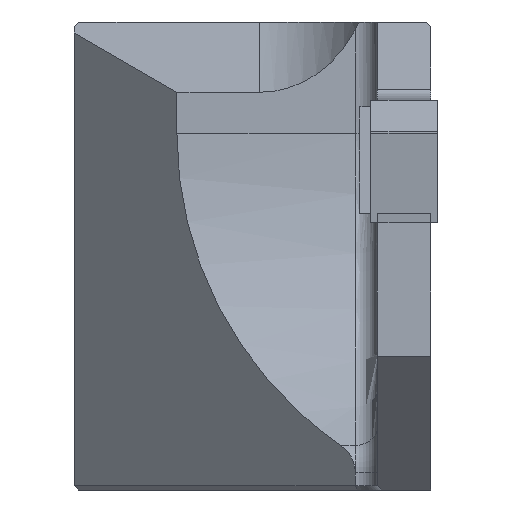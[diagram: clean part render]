
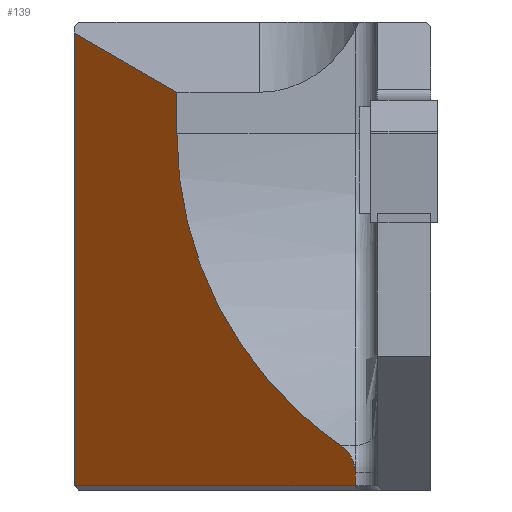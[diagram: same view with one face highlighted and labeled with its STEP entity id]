
A CAD part, left-side view. The second image highlights one B-rep face of the part: STEP entity #139.
In plain terms, the highlighted planar face has unit normal (-0.707, 0.707, 0).
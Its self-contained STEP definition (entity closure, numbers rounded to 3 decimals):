
#42=ELLIPSE('',#1085,24.042,17.);
#44=ELLIPSE('',#1115,2.121,1.5);
#139=ADVANCED_FACE('',(#241),#186,.T.);
#186=PLANE('',#1128);
#241=FACE_OUTER_BOUND('',#299,.T.);
#299=EDGE_LOOP('',(#530,#531,#532,#533,#534,#535,#536));
#530=ORIENTED_EDGE('',*,*,#726,.F.);
#531=ORIENTED_EDGE('',*,*,#817,.T.);
#532=ORIENTED_EDGE('',*,*,#815,.T.);
#533=ORIENTED_EDGE('',*,*,#805,.F.);
#534=ORIENTED_EDGE('',*,*,#747,.F.);
#535=ORIENTED_EDGE('',*,*,#744,.F.);
#536=ORIENTED_EDGE('',*,*,#818,.F.);
#621=VERTEX_POINT('',#1491);
#627=VERTEX_POINT('',#1503);
#644=VERTEX_POINT('',#1542);
#645=VERTEX_POINT('',#1544);
#647=VERTEX_POINT('',#1550);
#682=VERTEX_POINT('',#1670);
#686=VERTEX_POINT('',#1706);
#726=EDGE_CURVE('',#627,#621,#864,.T.);
#744=EDGE_CURVE('',#644,#645,#878,.T.);
#747=EDGE_CURVE('',#645,#647,#42,.T.);
#805=EDGE_CURVE('',#647,#682,#44,.T.);
#815=EDGE_CURVE('',#686,#682,#930,.T.);
#817=EDGE_CURVE('',#627,#686,#931,.T.);
#818=EDGE_CURVE('',#621,#644,#932,.T.);
#864=LINE('',#1504,#977);
#878=LINE('',#1543,#991);
#930=LINE('',#1705,#1043);
#931=LINE('',#1709,#1044);
#932=LINE('',#1710,#1045);
#977=VECTOR('',#1211,1.);
#991=VECTOR('',#1241,1.);
#1043=VECTOR('',#1377,1.);
#1044=VECTOR('',#1382,1.);
#1045=VECTOR('',#1383,1.);
#1085=AXIS2_PLACEMENT_3D('',#1549,#1246,#1247);
#1115=AXIS2_PLACEMENT_3D('',#1669,#1354,#1355);
#1128=AXIS2_PLACEMENT_3D('',#1711,#1384,#1385);
#1211=DIRECTION('',(0.,0.,1.));
#1241=DIRECTION('',(0.,0.,-1.));
#1246=DIRECTION('',(-0.707,0.707,0.));
#1247=DIRECTION('',(-0.707,-0.707,0.));
#1354=DIRECTION('',(0.707,-0.707,0.));
#1355=DIRECTION('',(-0.707,-0.707,0.));
#1377=DIRECTION('',(0.,0.,1.));
#1382=DIRECTION('',(-0.707,-0.707,0.));
#1383=DIRECTION('',(-0.655,-0.655,-0.378));
#1384=DIRECTION('',(-0.707,0.707,0.));
#1385=DIRECTION('',(-0.707,-0.707,0.));
#1491=CARTESIAN_POINT('',(21.6,16.,4.502));
#1503=CARTESIAN_POINT('',(21.6,16.,-15.8));
#1504=CARTESIAN_POINT('',(21.6,16.,-20.));
#1542=CARTESIAN_POINT('',(17.,11.4,1.846));
#1543=CARTESIAN_POINT('',(17.,11.4,-20.));
#1544=CARTESIAN_POINT('',(17.,11.4,0.));
#1549=CARTESIAN_POINT('',(0.,-5.6,0.));
#1550=CARTESIAN_POINT('',(9.649,4.049,-13.997));
#1669=CARTESIAN_POINT('',(10.5,4.9,-15.232));
#1670=CARTESIAN_POINT('',(9.,3.4,-15.232));
#1705=CARTESIAN_POINT('',(9.,3.4,-16.));
#1706=CARTESIAN_POINT('',(9.,3.4,-15.8));
#1709=CARTESIAN_POINT('',(9.,3.4,-15.8));
#1710=CARTESIAN_POINT('',(15.537,9.937,1.002));
#1711=CARTESIAN_POINT('',(21.6,16.,-20.));
